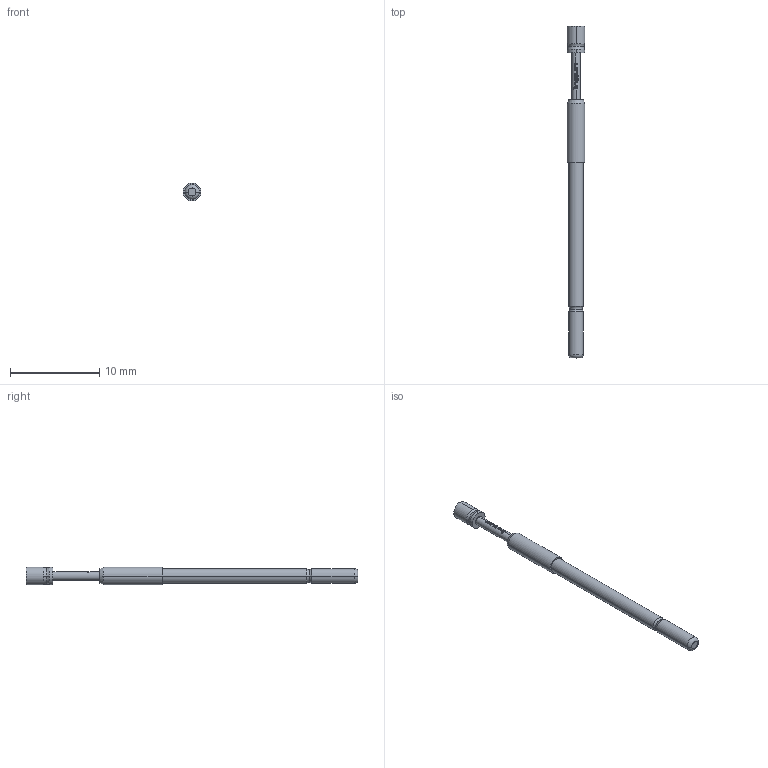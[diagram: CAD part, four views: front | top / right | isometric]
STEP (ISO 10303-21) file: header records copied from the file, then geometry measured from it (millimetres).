
FILE_DESCRIPTION (( 'STEP AP203' ), '1' );
FILE_NAME ('INGUN_HSS-118_303_200_A_xx07.STEP', '2022-02-02T09:58:41', ( 'ochi' ), ( '' ), 'SwSTEP 2.0', 'SolidWorks 2018', '' );
FILE_SCHEMA (( 'CONFIG_CONTROL_DESIGN' ));
Length unit declared in the file: millimetre
Products named in the file (1): INGUN_HSS-118_303_200_A_xx07
Bounding box: 2 x 37.3 x 2 mm (x, y, z)
Volume: 80.7 mm3; surface area: 203.9 mm2
Topology: 1 solids, 1 shells, 111 faces, 304 edges, 197 vertices
Faces by surface type: plane 44, cylinder 31, bspline 22, torus 10, cone 4
Entity records: 4549 total; most frequent: CARTESIAN_POINT 2135, ORIENTED_EDGE 604, DIRECTION 306, EDGE_CURVE 302, B_SPLINE_CURVE_WITH_KNOTS 222, VERTEX_POINT 197, AXIS2_PLACEMENT_3D 136, EDGE_LOOP 115
